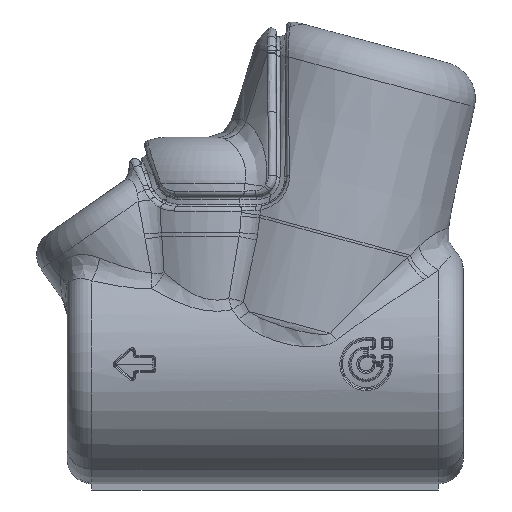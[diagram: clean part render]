
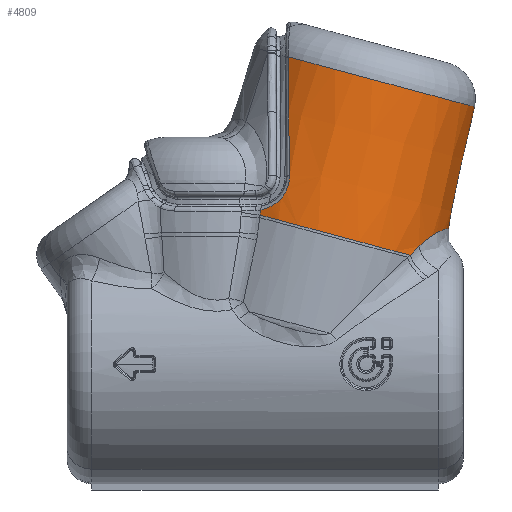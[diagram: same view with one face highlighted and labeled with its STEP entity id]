
A CAD part, left-side view. The second image highlights one B-rep face of the part: STEP entity #4809.
In plain terms, the highlighted conical face has half-angle 2.899 degrees and reference radius 45.721 mm.
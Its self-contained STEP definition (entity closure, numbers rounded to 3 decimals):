
#1002=CARTESIAN_POINT('Control Point',(-33.006,-77.714,43.67)) ;
#1003=CARTESIAN_POINT('Control Point',(-32.386,-78.432,44.395)) ;
#1004=CARTESIAN_POINT('Control Point',(-31.747,-79.142,45.111)) ;
#1005=CARTESIAN_POINT('Control Point',(-31.089,-79.844,45.817)) ;
#1006=CARTESIAN_POINT('Control Point',(-30.411,-80.537,46.511)) ;
#1007=CARTESIAN_POINT('Control Point',(-29.713,-81.221,47.194)) ;
#1008=CARTESIAN_POINT('Vertex',(-29.713,-81.221,47.194)) ;
#1010=CARTESIAN_POINT('Vertex',(-33.006,-77.714,43.67)) ;
#3887=CARTESIAN_POINT('Vertex',(22.631,-86.787,51.76)) ;
#3891=CARTESIAN_POINT('Control Point',(-29.713,-81.221,47.194)) ;
#3892=CARTESIAN_POINT('Control Point',(-29.526,-81.403,47.377)) ;
#3893=CARTESIAN_POINT('Control Point',(-29.337,-81.586,47.556)) ;
#3894=CARTESIAN_POINT('Control Point',(-29.145,-81.768,47.733)) ;
#3895=CARTESIAN_POINT('Control Point',(-27.655,-83.159,49.058)) ;
#3896=CARTESIAN_POINT('Control Point',(-26.008,-84.524,50.2)) ;
#3897=CARTESIAN_POINT('Control Point',(-24.465,-85.661,51.044)) ;
#3898=CARTESIAN_POINT('Control Point',(-21.439,-87.618,52.339)) ;
#3899=CARTESIAN_POINT('Control Point',(-18.162,-89.253,53.195)) ;
#3900=CARTESIAN_POINT('Control Point',(-16.621,-89.925,53.504)) ;
#3901=CARTESIAN_POINT('Control Point',(-13.245,-91.196,54.022)) ;
#3902=CARTESIAN_POINT('Control Point',(-9.785,-92.092,54.283)) ;
#3903=CARTESIAN_POINT('Control Point',(-7.921,-92.464,54.372)) ;
#3904=CARTESIAN_POINT('Control Point',(-4.47,-92.966,54.475)) ;
#3905=CARTESIAN_POINT('Control Point',(-1.014,-93.132,54.501)) ;
#3906=CARTESIAN_POINT('Control Point',(0.572,-93.14,54.502)) ;
#3907=CARTESIAN_POINT('Control Point',(3.863,-93.014,54.483)) ;
#3908=CARTESIAN_POINT('Control Point',(7.148,-92.585,54.398)) ;
#3909=CARTESIAN_POINT('Control Point',(8.848,-92.279,54.329)) ;
#3910=CARTESIAN_POINT('Control Point',(12.034,-91.54,54.128)) ;
#3911=CARTESIAN_POINT('Control Point',(15.165,-90.485,53.737)) ;
#3912=CARTESIAN_POINT('Control Point',(16.614,-89.92,53.501)) ;
#3913=CARTESIAN_POINT('Control Point',(18.716,-88.983,53.058)) ;
#3914=CARTESIAN_POINT('Control Point',(20.735,-87.908,52.454)) ;
#3915=CARTESIAN_POINT('Control Point',(21.378,-87.547,52.241)) ;
#3916=CARTESIAN_POINT('Control Point',(22.01,-87.173,52.01)) ;
#3917=CARTESIAN_POINT('Control Point',(22.631,-86.787,51.76)) ;
#4264=CARTESIAN_POINT('Axis2P3D Location',(0.,-59.396,115.099)) ;
#4738=CARTESIAN_POINT('Control Point',(-41.107,-17.808,61.965)) ;
#4739=CARTESIAN_POINT('Control Point',(-41.185,-17.673,61.254)) ;
#4740=CARTESIAN_POINT('Control Point',(-41.263,-17.538,60.542)) ;
#4741=CARTESIAN_POINT('Control Point',(-41.34,-17.403,59.831)) ;
#4742=CARTESIAN_POINT('Vertex',(-41.34,-17.403,59.831)) ;
#4744=CARTESIAN_POINT('Vertex',(-41.107,-17.808,61.965)) ;
#4747=CARTESIAN_POINT('Axis2P3D Location',(0.,-42.766,53.035)) ;
#4753=CARTESIAN_POINT('Control Point',(22.631,-86.787,51.76)) ;
#4754=CARTESIAN_POINT('Control Point',(22.836,-86.659,51.677)) ;
#4755=CARTESIAN_POINT('Control Point',(23.039,-86.53,51.592)) ;
#4756=CARTESIAN_POINT('Control Point',(23.241,-86.399,51.504)) ;
#4757=CARTESIAN_POINT('Vertex',(23.241,-86.399,51.504)) ;
#4760=CARTESIAN_POINT('Line Origine',(22.7,-91.216,73.312)) ;
#4764=CARTESIAN_POINT('Vertex',(21.92,-98.153,104.714)) ;
#4767=CARTESIAN_POINT('Axis2P3D Location',(0.,-59.396,115.099)) ;
#4771=CARTESIAN_POINT('Vertex',(-32.856,-28.684,123.328)) ;
#4775=CARTESIAN_POINT('Control Point',(-32.856,-28.684,123.328)) ;
#4776=CARTESIAN_POINT('Control Point',(-35.932,-28.804,114.015)) ;
#4777=CARTESIAN_POINT('Control Point',(-38.467,-28.923,104.545)) ;
#4778=CARTESIAN_POINT('Control Point',(-40.668,-29.041,94.927)) ;
#4779=CARTESIAN_POINT('Control Point',(-42.552,-29.156,85.29)) ;
#4780=CARTESIAN_POINT('Control Point',(-44.184,-29.268,75.601)) ;
#4781=CARTESIAN_POINT('Vertex',(-44.184,-29.268,75.601)) ;
#4785=CARTESIAN_POINT('Control Point',(-44.184,-29.268,75.601)) ;
#4786=CARTESIAN_POINT('Control Point',(-44.45,-29.286,74.019)) ;
#4787=CARTESIAN_POINT('Control Point',(-44.62,-29.074,72.419)) ;
#4788=CARTESIAN_POINT('Control Point',(-44.695,-28.618,70.854)) ;
#4789=CARTESIAN_POINT('Control Point',(-44.653,-27.453,68.353)) ;
#4790=CARTESIAN_POINT('Control Point',(-44.301,-25.727,66.239)) ;
#4791=CARTESIAN_POINT('Control Point',(-44.103,-24.935,65.451)) ;
#4792=CARTESIAN_POINT('Control Point',(-43.561,-23.12,63.972)) ;
#4793=CARTESIAN_POINT('Control Point',(-42.766,-21.098,62.918)) ;
#4794=CARTESIAN_POINT('Control Point',(-42.276,-20.,62.485)) ;
#4795=CARTESIAN_POINT('Control Point',(-41.721,-18.898,62.171)) ;
#4796=CARTESIAN_POINT('Control Point',(-41.107,-17.808,61.965)) ;
#4762=VECTOR('Line Direction',#4761,1.) ;
#4265=DIRECTION('Axis2P3D Direction',(-0.,0.259,-0.966)) ;
#4266=DIRECTION('Axis2P3D XDirection',(-0.479,0.848,0.227)) ;
#4748=DIRECTION('Axis2P3D Direction',(0.,0.259,-0.966)) ;
#4761=DIRECTION('Vector Direction',(0.024,0.216,-0.976)) ;
#4768=DIRECTION('Axis2P3D Direction',(0.,0.259,-0.966)) ;
#4267=AXIS2_PLACEMENT_3D('Cone Axis2P3D',#4264,#4265,#4266) ;
#4749=AXIS2_PLACEMENT_3D('Circle Axis2P3D',#4747,#4748,$) ;
#4769=AXIS2_PLACEMENT_3D('Circle Axis2P3D',#4767,#4768,$) ;
#4763=LINE('Line',#4760,#4762) ;
#4750=CIRCLE('generated circle',#4749,48.974) ;
#4770=CIRCLE('generated circle',#4769,45.721) ;
#4268=CONICAL_SURFACE('Cone',#4267,45.721,0.051) ;
#1012=EDGE_CURVE('',#1009,#1011,#1001,.F.) ;
#3918=EDGE_CURVE('',#3888,#1009,#3890,.F.) ;
#4746=EDGE_CURVE('',#4743,#4745,#4737,.F.) ;
#4751=EDGE_CURVE('',#4743,#1011,#4750,.F.) ;
#4759=EDGE_CURVE('',#4758,#3888,#4752,.F.) ;
#4766=EDGE_CURVE('',#4758,#4765,#4763,.F.) ;
#4773=EDGE_CURVE('',#4772,#4765,#4770,.F.) ;
#4783=EDGE_CURVE('',#4772,#4782,#4774,.T.) ;
#4797=EDGE_CURVE('',#4782,#4745,#4784,.T.) ;
#4799=ORIENTED_EDGE('',*,*,#4746,.F.) ;
#4800=ORIENTED_EDGE('',*,*,#4751,.T.) ;
#4801=ORIENTED_EDGE('',*,*,#1012,.F.) ;
#4802=ORIENTED_EDGE('',*,*,#3918,.F.) ;
#4803=ORIENTED_EDGE('',*,*,#4759,.F.) ;
#4804=ORIENTED_EDGE('',*,*,#4766,.T.) ;
#4805=ORIENTED_EDGE('',*,*,#4773,.F.) ;
#4806=ORIENTED_EDGE('',*,*,#4783,.T.) ;
#4807=ORIENTED_EDGE('',*,*,#4797,.T.) ;
#4798=EDGE_LOOP('',(#4799,#4800,#4801,#4802,#4803,#4804,#4805,#4806,#4807)) ;
#1009=VERTEX_POINT('',#1008) ;
#1011=VERTEX_POINT('',#1010) ;
#3888=VERTEX_POINT('',#3887) ;
#4743=VERTEX_POINT('',#4742) ;
#4745=VERTEX_POINT('',#4744) ;
#4758=VERTEX_POINT('',#4757) ;
#4765=VERTEX_POINT('',#4764) ;
#4772=VERTEX_POINT('',#4771) ;
#4782=VERTEX_POINT('',#4781) ;
#4809=ADVANCED_FACE('PartBody',(#4808),#4268,.T.) ;
#1001=B_SPLINE_CURVE_WITH_KNOTS('',5,(#1002,#1003,#1004,#1005,#1006,#1007),.UNSPECIFIED.,.F.,.U.,(6,6),(159.793,168.115),.UNSPECIFIED.) ;
#3890=B_SPLINE_CURVE_WITH_KNOTS('',5,(#3891,#3892,#3893,#3894,#3895,#3896,#3897,#3898,#3899,#3900,#3901,#3902,#3903,#3904,#3905,#3906,#3907,#3908,#3909,#3910,#3911,#3912,#3913,#3914,#3915,#3916,#3917),.UNSPECIFIED.,.F.,.U.,(6,3,3,3,3,3,3,3,6),(23.607,25.505,38.125,48.79,61.088,71.515,82.719,92.607,97.335),.UNSPECIFIED.) ;
#4737=B_SPLINE_CURVE_WITH_KNOTS('',3,(#4738,#4739,#4740,#4741),.UNSPECIFIED.,.F.,.U.,(4,4),(107.324,110.409),.UNSPECIFIED.) ;
#4752=B_SPLINE_CURVE_WITH_KNOTS('',3,(#4753,#4754,#4755,#4756),.UNSPECIFIED.,.F.,.U.,(4,4),(97.335,98.273),.UNSPECIFIED.) ;
#4774=B_SPLINE_CURVE_WITH_KNOTS('',5,(#4775,#4776,#4777,#4778,#4779,#4780),.UNSPECIFIED.,.F.,.U.,(6,6),(41.036,110.403),.UNSPECIFIED.) ;
#4784=B_SPLINE_CURVE_WITH_KNOTS('',5,(#4785,#4786,#4787,#4788,#4789,#4790,#4791,#4792,#4793,#4794,#4795,#4796),.UNSPECIFIED.,.F.,.U.,(6,3,3,6),(48.453,59.014,66.382,74.616),.UNSPECIFIED.) ;
#4808=FACE_OUTER_BOUND('',#4798,.T.) ;
